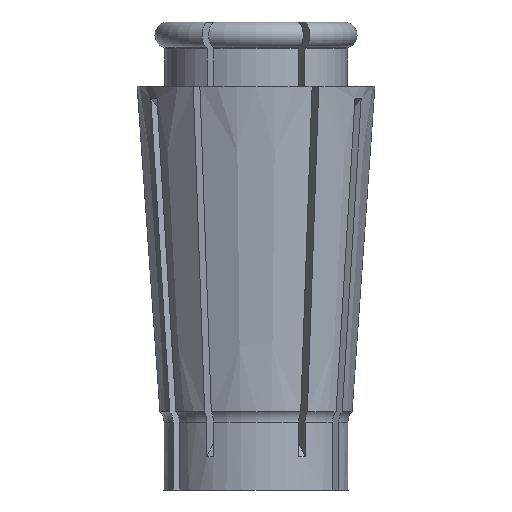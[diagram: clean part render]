
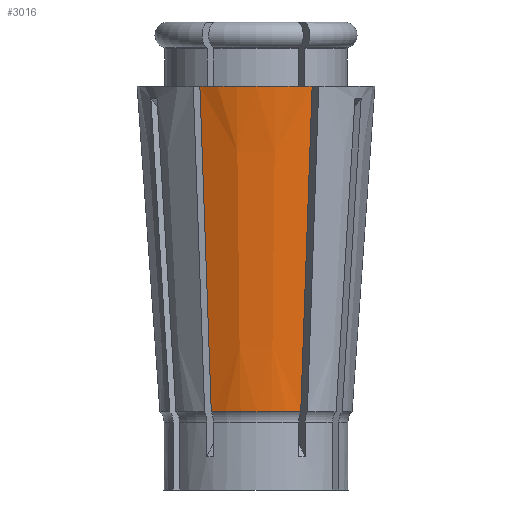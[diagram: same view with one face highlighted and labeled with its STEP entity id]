
A CAD part, left-side view. The second image highlights one B-rep face of the part: STEP entity #3016.
In plain terms, the highlighted conical face has half-angle 4 degrees and reference radius 6.268 mm.
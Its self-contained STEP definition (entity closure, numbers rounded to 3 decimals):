
#43 = CARTESIAN_POINT ( 'NONE',  ( -6.833, 3.656, -4.2 ) ) ;
#348 = VERTEX_POINT ( 'NONE', #3637 ) ;
#420 = EDGE_CURVE ( 'NONE', #348, #739, #3234, .T. ) ;
#648 = CARTESIAN_POINT ( 'NONE',  ( -5.549, 2.915, -25.4 ) ) ;
#675 = CARTESIAN_POINT ( 'NONE',  ( -5.549, 2.915, -25.4 ) ) ;
#686 = B_SPLINE_CURVE_WITH_KNOTS ( 'NONE', 3,
 ( #675, #1858, #3382, #1815, #2129, #2157, #43 ),
 .UNSPECIFIED., .F., .F.,
 ( 4, 3, 4 ),
 ( 0., 0.012, 0.021 ),
 .UNSPECIFIED. ) ;
#739 = VERTEX_POINT ( 'NONE', #3565 ) ;
#746 = AXIS2_PLACEMENT_3D ( 'NONE', #1734, #3543, #2930 ) ;
#779 = CARTESIAN_POINT ( 'NONE',  ( -5.549, -2.915, -25.4 ) ) ;
#861 = CARTESIAN_POINT ( 'NONE',  ( -6.021, -3.187, -17.607 ) ) ;
#887 = ORIENTED_EDGE ( 'NONE', *, *, #3906, .F. ) ;
#902 = CARTESIAN_POINT ( 'NONE',  ( -5.785, -3.051, -21.504 ) ) ;
#920 = DIRECTION ( 'NONE',  ( 0., 0., 1. ) ) ;
#1010 = AXIS2_PLACEMENT_3D ( 'NONE', #3200, #3538, #2593 ) ;
#1176 = CARTESIAN_POINT ( 'NONE',  ( -5.549, -2.915, -25.4 ) ) ;
#1343 = FACE_OUTER_BOUND ( 'NONE', #3266, .T. ) ;
#1602 = EDGE_CURVE ( 'NONE', #3191, #3463, #3877, .T. ) ;
#1734 = CARTESIAN_POINT ( 'NONE',  ( 0., 0., -25.4 ) ) ;
#1755 = ORIENTED_EDGE ( 'NONE', *, *, #420, .F. ) ;
#1811 = CARTESIAN_POINT ( 'NONE',  ( -6.257, -3.324, -13.711 ) ) ;
#1815 = CARTESIAN_POINT ( 'NONE',  ( -6.257, 3.324, -13.711 ) ) ;
#1858 = CARTESIAN_POINT ( 'NONE',  ( -5.785, 3.051, -21.504 ) ) ;
#1868 = B_SPLINE_CURVE_WITH_KNOTS ( 'NONE', 3,
 ( #1176, #902, #861, #1811, #2420, #3404, #2754 ),
 .UNSPECIFIED., .F., .F.,
 ( 4, 3, 4 ),
 ( 0., 0.012, 0.021 ),
 .UNSPECIFIED. ) ;
#2129 = CARTESIAN_POINT ( 'NONE',  ( -6.449, 3.435, -10.541 ) ) ;
#2157 = CARTESIAN_POINT ( 'NONE',  ( -6.641, 3.546, -7.37 ) ) ;
#2420 = CARTESIAN_POINT ( 'NONE',  ( -6.449, -3.435, -10.541 ) ) ;
#2593 = DIRECTION ( 'NONE',  ( 1., 0., 0. ) ) ;
#2626 = ORIENTED_EDGE ( 'NONE', *, *, #1602, .T. ) ;
#2676 = AXIS2_PLACEMENT_3D ( 'NONE', #2730, #920, #3037 ) ;
#2730 = CARTESIAN_POINT ( 'NONE',  ( 0., 0., -4.2 ) ) ;
#2754 = CARTESIAN_POINT ( 'NONE',  ( -6.833, -3.656, -4.2 ) ) ;
#2798 = ORIENTED_EDGE ( 'NONE', *, *, #3710, .T. ) ;
#2930 = DIRECTION ( 'NONE',  ( 1., 0., 0. ) ) ;
#3016 = ADVANCED_FACE ( 'NONE', ( #1343 ), #3461, .T. ) ;
#3037 = DIRECTION ( 'NONE',  ( 1., 0., 0. ) ) ;
#3191 = VERTEX_POINT ( 'NONE', #648 ) ;
#3200 = CARTESIAN_POINT ( 'NONE',  ( 0., 0., -25.4 ) ) ;
#3234 = CIRCLE ( 'NONE', #2676, 7.75 ) ;
#3266 = EDGE_LOOP ( 'NONE', ( #887, #2626, #2798, #1755 ) ) ;
#3382 = CARTESIAN_POINT ( 'NONE',  ( -6.021, 3.187, -17.607 ) ) ;
#3404 = CARTESIAN_POINT ( 'NONE',  ( -6.641, -3.546, -7.37 ) ) ;
#3461 = CONICAL_SURFACE ( 'NONE', #1010, 6.268, 0.07 ) ;
#3463 = VERTEX_POINT ( 'NONE', #779 ) ;
#3538 = DIRECTION ( 'NONE',  ( 0., 0., 1. ) ) ;
#3543 = DIRECTION ( 'NONE',  ( 0., 0., 1. ) ) ;
#3565 = CARTESIAN_POINT ( 'NONE',  ( -6.833, -3.656, -4.2 ) ) ;
#3637 = CARTESIAN_POINT ( 'NONE',  ( -6.833, 3.656, -4.2 ) ) ;
#3710 = EDGE_CURVE ( 'NONE', #3463, #739, #1868, .T. ) ;
#3877 = CIRCLE ( 'NONE', #746, 6.268 ) ;
#3906 = EDGE_CURVE ( 'NONE', #3191, #348, #686, .T. ) ;
